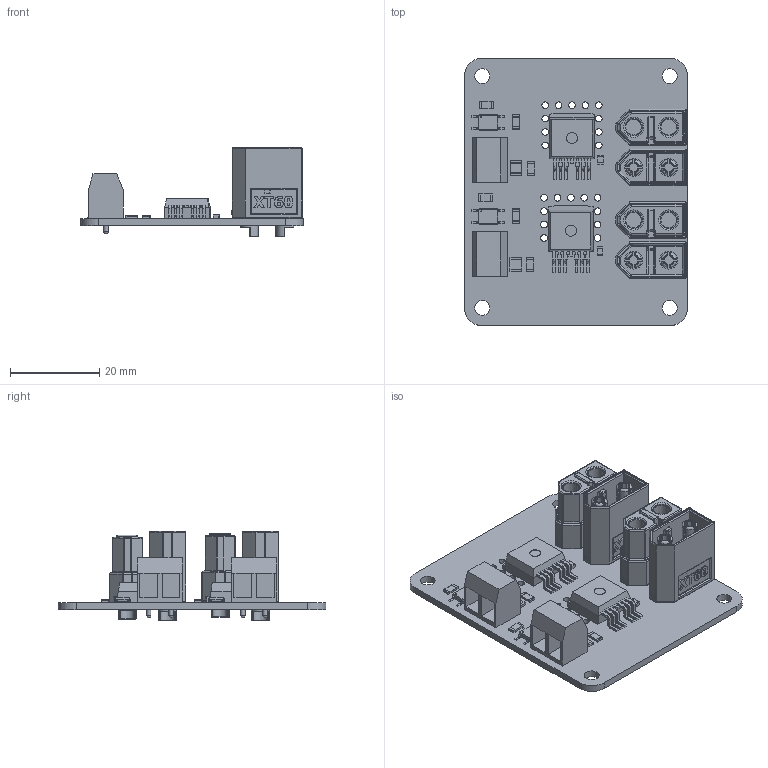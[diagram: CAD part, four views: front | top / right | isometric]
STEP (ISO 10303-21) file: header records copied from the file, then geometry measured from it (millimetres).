
FILE_DESCRIPTION(/* description */ (''),/* implementation_level */ '2;1');
FILE_NAME(/* name */ 'MOSTERFET.step',/* time_stamp */ '2021-02-18T20:30:42-05:00',/* author */ (''),/* organization */ (''),/* preprocessor_version */ 'ST-DEVELOPER v18.1',/* originating_system */ 'Autodesk Translation Framework v9.7.1.1290',/* authorisation */ '');
FILE_SCHEMA (('AUTOMOTIVE_DESIGN { 1 0 10303 214 3 1 1 }'));
Length unit declared in the file: millimetre
Products named in the file (18): MOSTERFET; TO-263-6; SOLID (2); R_1210; SOLID (3); XT60_Male_Connector; COMPOUND (2); SO-4_4.4x3.6mm_P2.54mm; SOLID (4); C_0805; SOLID; 5mm_Connector; COMPOUND; XT60_Female_Connector; COMPOUND (3); R_1206; SOLID (1); COMPOUND (1)
Assembly tree (29 placements, depth 3):
  MOSTERFET
    TO-263-6  x2
      SOLID (2)
    C_0805  x2
      SOLID
    5mm_Connector  x2
      COMPOUND
    XT60_Female_Connector  x2
      COMPOUND (3)
    R_1206  x6
      SOLID (1)
    XT60_Male_Connector  x2
      COMPOUND (2)
    SO-4_4.4x3.6mm_P2.54mm  x2
      SOLID (4)
    R_1210  x2
      SOLID (3)
    COMPOUND (1)
Bounding box: 50 x 60 x 19.98 mm (x, y, z)
Volume: 10746.6 mm3; surface area: 17573.2 mm2
Topology: 33 solids, 33 shells, 2522 faces, 6482 edges, 4008 vertices
Faces by surface type: plane 1210, cylinder 708, bspline 332, sphere 152, torus 112, cone 8
Full cylindrical faces by diameter (mm): 0.2 x2, 1 x4, 1.5 x40, 1.65 x4, 2.5 x2, 3.2 x8, 3.35 x4, 3.5 x4, 4 x16, 4.6 x8, 5 x8
Entity records: 43034 total; most frequent: CARTESIAN_POINT 11958, ORIENTED_EDGE 6230, DIRECTION 5828, EDGE_CURVE 3115, AXIS2_PLACEMENT_3D 1973, VERTEX_POINT 1964, LINE 1882, VECTOR 1882
